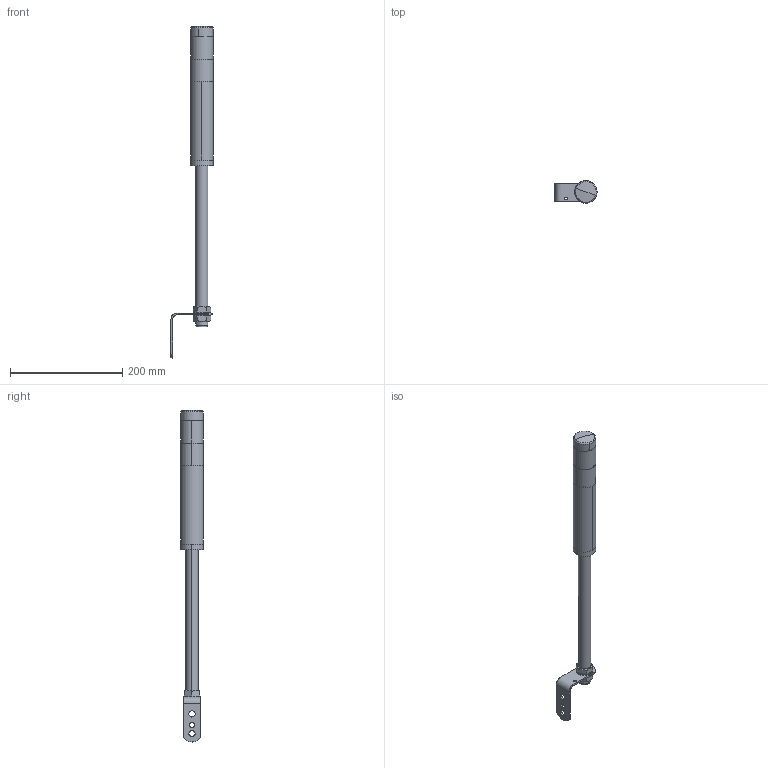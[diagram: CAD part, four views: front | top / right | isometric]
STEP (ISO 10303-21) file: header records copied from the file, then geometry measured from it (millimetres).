
FILE_DESCRIPTION (( 'STEP AP214' ), '1' );
FILE_NAME ('LR4-2M2LJNW-RG.step', '2018-07-03T11:51:03', ( '' ), ( '' ), 'SwSTEP 2.0', 'SolidWorks 2017', '' );
FILE_SCHEMA (( 'AUTOMOTIVE_DESIGN' ));
Length unit declared in the file: inch
Products named in the file (1): LR4-2M2LJNW-RG
Bounding box: 75 x 40 x 591.98 mm (x, y, z)
Volume: 377729.2 mm3; surface area: 111053.9 mm2
Topology: 11 solids, 11 shells, 147 faces, 314 edges, 207 vertices
Faces by surface type: cylinder 79, plane 52, bspline 10, cone 4, sphere 2
Entity records: 8135 total; most frequent: CARTESIAN_POINT 2767, DIRECTION 726, ORIENTED_EDGE 628, EDGE_CURVE 314, AXIS2_PLACEMENT_3D 306, VERTEX_POINT 207, EDGE_LOOP 191, CIRCLE 168
